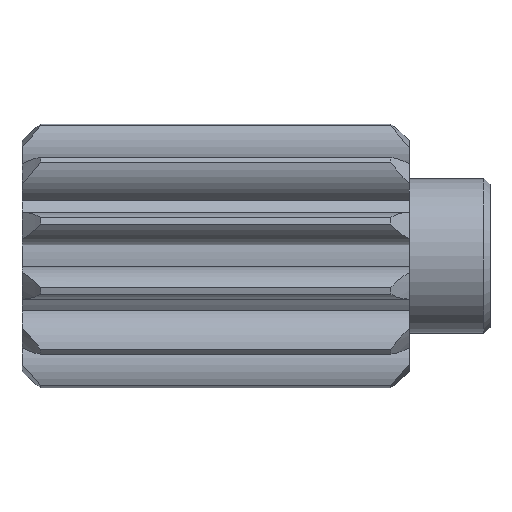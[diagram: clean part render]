
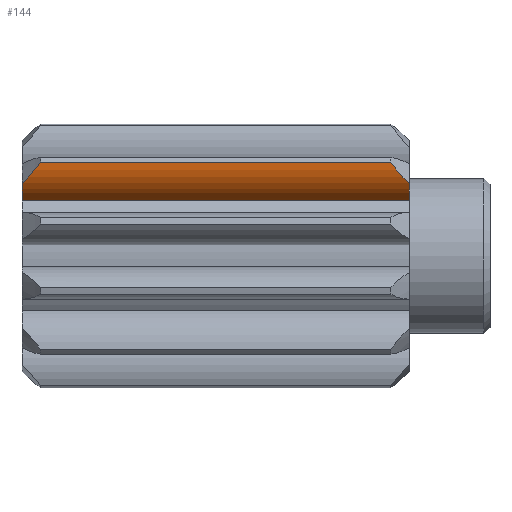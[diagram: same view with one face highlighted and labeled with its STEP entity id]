
A CAD part, top view. The second image highlights one B-rep face of the part: STEP entity #144.
In plain terms, the highlighted cylindrical face has radius 1.905 mm (diameter 3.81 mm), a partial arc.
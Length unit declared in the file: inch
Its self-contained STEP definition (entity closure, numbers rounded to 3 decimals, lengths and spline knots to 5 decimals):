
#17 = DIRECTION ( 'NONE',  ( -1., 0., 0. ) ) ;
#21 = ORIENTED_EDGE ( 'NONE', *, *, #798, .F. ) ;
#23 = DIRECTION ( 'NONE',  ( 0., 0.866, -0.5 ) ) ;
#69 = ORIENTED_EDGE ( 'NONE', *, *, #1031, .F. ) ;
#102 = DIRECTION ( 'NONE',  ( -1., 0., 0. ) ) ;
#141 = ORIENTED_EDGE ( 'NONE', *, *, #2038, .T. ) ;
#144 = ADVANCED_FACE ( 'NONE', ( #421 ), #1774, .T. ) ;
#200 = CARTESIAN_POINT ( 'NONE',  ( 0.625, 0.15505, 0.08369 ) ) ;
#202 = EDGE_CURVE ( 'NONE', #2468, #1065, #1423, .T. ) ;
#239 = CARTESIAN_POINT ( 'NONE',  ( 0.02056, 0.1384, 0.15706 ) ) ;
#262 = AXIS2_PLACEMENT_3D ( 'NONE', #200, #2398, #2645 ) ;
#286 = VERTEX_POINT ( 'NONE', #2472 ) ;
#421 = FACE_OUTER_BOUND ( 'NONE', #1141, .T. ) ;
#438 = VECTOR ( 'NONE', #1687, 39.37008 ) ;
#507 = VERTEX_POINT ( 'NONE', #713 ) ;
#532 = LINE ( 'NONE', #2227, #2561 ) ;
#573 = VERTEX_POINT ( 'NONE', #1869 ) ;
#664 = CIRCLE ( 'NONE', #1226, 0.075 ) ;
#672 = CARTESIAN_POINT ( 'NONE',  ( 0.595, 0.15069, 0.15856 ) ) ;
#693 = CARTESIAN_POINT ( 'NONE',  ( 0.02538, 0.14437, 0.1582 ) ) ;
#713 = CARTESIAN_POINT ( 'NONE',  ( 0., 0.11685, 0.14823 ) ) ;
#740 = EDGE_CURVE ( 'NONE', #1065, #2816, #907, .T. ) ;
#755 = CARTESIAN_POINT ( 'NONE',  ( 0.625, 0.15505, 0.08369 ) ) ;
#779 = CARTESIAN_POINT ( 'NONE',  ( 0.625, 0.08863, 0.11853 ) ) ;
#798 = EDGE_CURVE ( 'NONE', #286, #507, #664, .T. ) ;
#817 = CARTESIAN_POINT ( 'NONE',  ( 0.625, 0.08863, 0.11853 ) ) ;
#822 = CARTESIAN_POINT ( 'NONE',  ( 0.625, 0.11685, 0.14823 ) ) ;
#847 = CARTESIAN_POINT ( 'NONE',  ( 0.61966, 0.12177, 0.15115 ) ) ;
#907 = B_SPLINE_CURVE_WITH_KNOTS ( 'NONE', 3,
 ( #822, #847, #1676, #1904, #1259, #2329 ),
 .UNSPECIFIED., .F., .F.,
 ( 4, 2, 4 ),
 ( 0., 0.00059, 0.00118 ),
 .UNSPECIFIED. ) ;
#995 = LINE ( 'NONE', #817, #438 ) ;
#1031 = EDGE_CURVE ( 'NONE', #2468, #286, #995, .T. ) ;
#1065 = VERTEX_POINT ( 'NONE', #1877 ) ;
#1120 = CARTESIAN_POINT ( 'NONE',  ( 0.00534, 0.12177, 0.15115 ) ) ;
#1141 = EDGE_LOOP ( 'NONE', ( #2822, #2500, #2361, #141, #21, #69 ) ) ;
#1152 = CARTESIAN_POINT ( 'NONE',  ( 0., 0.11685, 0.14823 ) ) ;
#1226 = AXIS2_PLACEMENT_3D ( 'NONE', #2192, #1975, #23 ) ;
#1259 = CARTESIAN_POINT ( 'NONE',  ( 0.59962, 0.14438, 0.1582 ) ) ;
#1423 = CIRCLE ( 'NONE', #1924, 0.075 ) ;
#1599 = CARTESIAN_POINT ( 'NONE',  ( 0.01056, 0.12712, 0.15355 ) ) ;
#1676 = CARTESIAN_POINT ( 'NONE',  ( 0.6145, 0.12705, 0.15352 ) ) ;
#1687 = DIRECTION ( 'NONE',  ( -1., 0., 0. ) ) ;
#1774 = CYLINDRICAL_SURFACE ( 'NONE', #262, 0.075 ) ;
#1827 = B_SPLINE_CURVE_WITH_KNOTS ( 'NONE', 3,
 ( #2663, #693, #239, #1599, #1120, #1152 ),
 .UNSPECIFIED., .F., .F.,
 ( 4, 2, 4 ),
 ( 0., 0.00059, 0.00118 ),
 .UNSPECIFIED. ) ;
#1869 = CARTESIAN_POINT ( 'NONE',  ( 0.03, 0.15069, 0.15856 ) ) ;
#1877 = CARTESIAN_POINT ( 'NONE',  ( 0.625, 0.11685, 0.14823 ) ) ;
#1904 = CARTESIAN_POINT ( 'NONE',  ( 0.6045, 0.13833, 0.15704 ) ) ;
#1924 = AXIS2_PLACEMENT_3D ( 'NONE', #755, #102, #2297 ) ;
#1975 = DIRECTION ( 'NONE',  ( -1., 0., 0. ) ) ;
#2038 = EDGE_CURVE ( 'NONE', #573, #507, #1827, .T. ) ;
#2078 = EDGE_CURVE ( 'NONE', #2816, #573, #532, .T. ) ;
#2192 = CARTESIAN_POINT ( 'NONE',  ( 0., 0.15505, 0.08369 ) ) ;
#2227 = CARTESIAN_POINT ( 'NONE',  ( 0.3125, 0.15069, 0.15856 ) ) ;
#2297 = DIRECTION ( 'NONE',  ( 0., 0.866, -0.5 ) ) ;
#2329 = CARTESIAN_POINT ( 'NONE',  ( 0.595, 0.15069, 0.15856 ) ) ;
#2361 = ORIENTED_EDGE ( 'NONE', *, *, #2078, .T. ) ;
#2398 = DIRECTION ( 'NONE',  ( -1., 0., 0. ) ) ;
#2468 = VERTEX_POINT ( 'NONE', #779 ) ;
#2472 = CARTESIAN_POINT ( 'NONE',  ( 0., 0.08863, 0.11853 ) ) ;
#2500 = ORIENTED_EDGE ( 'NONE', *, *, #740, .T. ) ;
#2561 = VECTOR ( 'NONE', #17, 39.37008 ) ;
#2645 = DIRECTION ( 'NONE',  ( 0., 0., 1. ) ) ;
#2663 = CARTESIAN_POINT ( 'NONE',  ( 0.03, 0.15069, 0.15856 ) ) ;
#2816 = VERTEX_POINT ( 'NONE', #672 ) ;
#2822 = ORIENTED_EDGE ( 'NONE', *, *, #202, .T. ) ;
